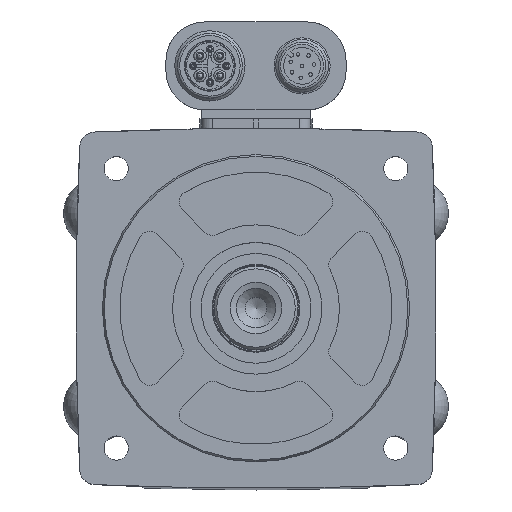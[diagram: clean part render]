
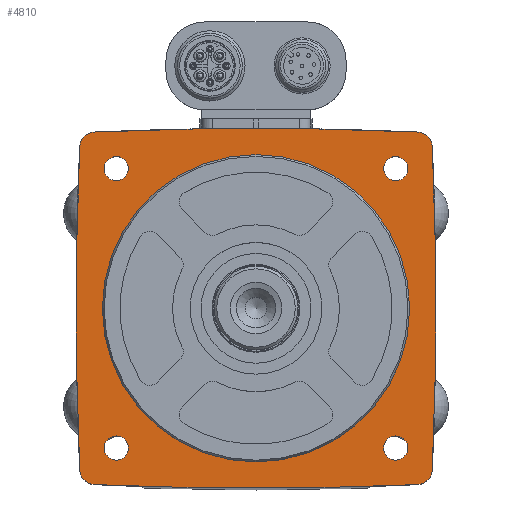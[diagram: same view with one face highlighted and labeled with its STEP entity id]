
A CAD part, top view. The second image highlights one B-rep face of the part: STEP entity #4810.
In plain terms, the highlighted planar face has unit normal (0, 0, 1).
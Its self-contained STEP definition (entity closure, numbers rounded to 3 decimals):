
#207=PLANE('',#5369);
#1924=ORIENTED_EDGE('',*,*,#2698,.F.);
#1925=ORIENTED_EDGE('',*,*,#2697,.F.);
#1926=ORIENTED_EDGE('',*,*,#2696,.F.);
#1927=ORIENTED_EDGE('',*,*,#2695,.F.);
#1928=ORIENTED_EDGE('',*,*,#2694,.F.);
#1929=ORIENTED_EDGE('',*,*,#2690,.T.);
#1930=ORIENTED_EDGE('',*,*,#2171,.T.);
#1931=ORIENTED_EDGE('',*,*,#2691,.T.);
#1932=ORIENTED_EDGE('',*,*,#2198,.T.);
#1933=ORIENTED_EDGE('',*,*,#2692,.T.);
#1934=ORIENTED_EDGE('',*,*,#2225,.T.);
#1935=ORIENTED_EDGE('',*,*,#2693,.T.);
#1936=ORIENTED_EDGE('',*,*,#2266,.T.);
#2171=EDGE_CURVE('',#2821,#2820,#3286,.T.);
#2198=EDGE_CURVE('',#2841,#2840,#3296,.T.);
#2225=EDGE_CURVE('',#2863,#2862,#3306,.T.);
#2266=EDGE_CURVE('',#2897,#2896,#3316,.T.);
#2690=EDGE_CURVE('',#2896,#2821,#3489,.T.);
#2691=EDGE_CURVE('',#2820,#2841,#3490,.T.);
#2692=EDGE_CURVE('',#2840,#2863,#3491,.T.);
#2693=EDGE_CURVE('',#2862,#2897,#3492,.T.);
#2694=EDGE_CURVE('',#3196,#3196,#3493,.T.);
#2695=EDGE_CURVE('',#3197,#3197,#3494,.T.);
#2696=EDGE_CURVE('',#3198,#3198,#3495,.T.);
#2697=EDGE_CURVE('',#3199,#3199,#3496,.T.);
#2698=EDGE_CURVE('',#3200,#3200,#3497,.T.);
#2820=VERTEX_POINT('',#7030);
#2821=VERTEX_POINT('',#7032);
#2840=VERTEX_POINT('',#7096);
#2841=VERTEX_POINT('',#7098);
#2862=VERTEX_POINT('',#7161);
#2863=VERTEX_POINT('',#7163);
#2896=VERTEX_POINT('',#7280);
#2897=VERTEX_POINT('',#7282);
#3196=VERTEX_POINT('',#8328);
#3197=VERTEX_POINT('',#8331);
#3198=VERTEX_POINT('',#8334);
#3199=VERTEX_POINT('',#8337);
#3200=VERTEX_POINT('',#8340);
#3286=CIRCLE('',#4883,800.5);
#3296=CIRCLE('',#4899,800.5);
#3306=CIRCLE('',#4915,800.5);
#3316=CIRCLE('',#4939,800.5);
#3489=CIRCLE('',#5354,3.5);
#3490=CIRCLE('',#5356,3.5);
#3491=CIRCLE('',#5358,3.5);
#3492=CIRCLE('',#5360,3.5);
#3493=CIRCLE('',#5362,2.75);
#3494=CIRCLE('',#5364,2.75);
#3495=CIRCLE('',#5366,2.75);
#3496=CIRCLE('',#5368,2.75);
#3497=CIRCLE('',#5370,35.);
#3914=EDGE_LOOP('',(#1924));
#3915=EDGE_LOOP('',(#1925));
#3916=EDGE_LOOP('',(#1926));
#3917=EDGE_LOOP('',(#1927));
#3918=EDGE_LOOP('',(#1928));
#3919=EDGE_LOOP('',(#1929,#1930,#1931,#1932,#1933,#1934,#1935,#1936));
#4349=FACE_BOUND('',#3914,.T.);
#4350=FACE_BOUND('',#3915,.T.);
#4351=FACE_BOUND('',#3916,.T.);
#4352=FACE_BOUND('',#3917,.T.);
#4353=FACE_BOUND('',#3918,.T.);
#4354=FACE_BOUND('',#3919,.T.);
#4810=ADVANCED_FACE('',(#4349,#4350,#4351,#4352,#4353,#4354),#207,.T.);
#4883=AXIS2_PLACEMENT_3D('',#7031,#5507,#5508);
#4899=AXIS2_PLACEMENT_3D('',#7097,#5552,#5553);
#4915=AXIS2_PLACEMENT_3D('',#7162,#5598,#5599);
#4939=AXIS2_PLACEMENT_3D('',#7281,#5658,#5659);
#5354=AXIS2_PLACEMENT_3D('',#8319,#6693,#6694);
#5356=AXIS2_PLACEMENT_3D('',#8321,#6697,#6698);
#5358=AXIS2_PLACEMENT_3D('',#8323,#6701,#6702);
#5360=AXIS2_PLACEMENT_3D('',#8325,#6705,#6706);
#5362=AXIS2_PLACEMENT_3D('',#8327,#6709,#6710);
#5364=AXIS2_PLACEMENT_3D('',#8330,#6713,#6714);
#5366=AXIS2_PLACEMENT_3D('',#8333,#6717,#6718);
#5368=AXIS2_PLACEMENT_3D('',#8336,#6721,#6722);
#5369=AXIS2_PLACEMENT_3D('',#8338,#6723,#6724);
#5370=AXIS2_PLACEMENT_3D('',#8339,#6725,#6726);
#5507=DIRECTION('',(0.,0.,1.));
#5508=DIRECTION('',(1.,0.,0.));
#5552=DIRECTION('',(0.,0.,1.));
#5553=DIRECTION('',(1.,0.,0.));
#5598=DIRECTION('',(0.,0.,1.));
#5599=DIRECTION('',(1.,0.,0.));
#5658=DIRECTION('',(0.,0.,1.));
#5659=DIRECTION('',(1.,0.,0.));
#6693=DIRECTION('',(0.,0.,1.));
#6694=DIRECTION('',(1.,0.,0.));
#6697=DIRECTION('',(0.,0.,1.));
#6698=DIRECTION('',(1.,0.,0.));
#6701=DIRECTION('',(0.,0.,1.));
#6702=DIRECTION('',(1.,0.,0.));
#6705=DIRECTION('',(0.,0.,1.));
#6706=DIRECTION('',(1.,0.,0.));
#6709=DIRECTION('',(0.,0.,1.));
#6710=DIRECTION('',(1.,0.,0.));
#6713=DIRECTION('',(0.,0.,1.));
#6714=DIRECTION('',(1.,0.,0.));
#6717=DIRECTION('',(0.,0.,1.));
#6718=DIRECTION('',(1.,0.,0.));
#6721=DIRECTION('',(0.,0.,1.));
#6722=DIRECTION('',(1.,0.,0.));
#6723=DIRECTION('',(0.,0.,1.));
#6724=DIRECTION('',(1.,0.,0.));
#6725=DIRECTION('',(0.,0.,1.));
#6726=DIRECTION('',(1.,0.,0.));
#7030=CARTESIAN_POINT('',(-40.153,-36.818,0.));
#7031=CARTESIAN_POINT('',(759.5,0.,0.));
#7032=CARTESIAN_POINT('',(-40.153,36.818,0.));
#7096=CARTESIAN_POINT('',(36.818,-40.153,0.));
#7097=CARTESIAN_POINT('',(0.,759.5,0.));
#7098=CARTESIAN_POINT('',(-36.818,-40.153,0.));
#7161=CARTESIAN_POINT('',(40.153,36.818,0.));
#7162=CARTESIAN_POINT('',(-759.5,0.,0.));
#7163=CARTESIAN_POINT('',(40.153,-36.818,0.));
#7280=CARTESIAN_POINT('',(-36.818,40.153,0.));
#7281=CARTESIAN_POINT('',(0.,-759.5,0.));
#7282=CARTESIAN_POINT('',(36.818,40.153,0.));
#8319=CARTESIAN_POINT('',(-36.657,36.657,0.));
#8321=CARTESIAN_POINT('',(-36.657,-36.657,0.));
#8323=CARTESIAN_POINT('',(36.657,-36.657,0.));
#8325=CARTESIAN_POINT('',(36.657,36.657,0.));
#8327=CARTESIAN_POINT('',(31.82,31.82,0.));
#8328=CARTESIAN_POINT('',(34.57,31.82,0.));
#8330=CARTESIAN_POINT('',(31.82,-31.82,0.));
#8331=CARTESIAN_POINT('',(34.57,-31.82,0.));
#8333=CARTESIAN_POINT('',(-31.82,31.82,0.));
#8334=CARTESIAN_POINT('',(-29.07,31.82,0.));
#8336=CARTESIAN_POINT('',(-31.82,-31.82,0.));
#8337=CARTESIAN_POINT('',(-29.07,-31.82,0.));
#8338=CARTESIAN_POINT('',(361.422,18.328,0.));
#8339=CARTESIAN_POINT('',(0.,0.,0.));
#8340=CARTESIAN_POINT('',(35.,0.,0.));
